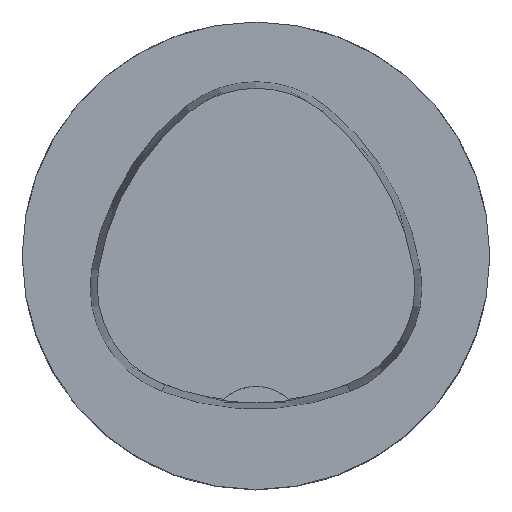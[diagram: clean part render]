
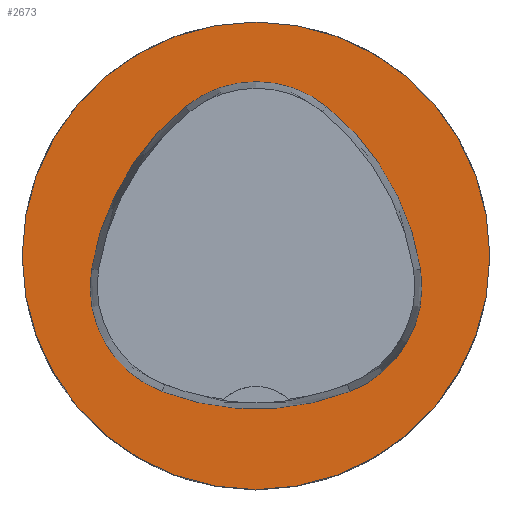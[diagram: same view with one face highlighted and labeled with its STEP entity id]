
A CAD part, top view. The second image highlights one B-rep face of the part: STEP entity #2673.
In plain terms, the highlighted planar face has unit normal (0, 0, 1).
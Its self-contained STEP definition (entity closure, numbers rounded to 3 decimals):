
#436=PLANE('',#16361);
#2673=ADVANCED_FACE('',(#4804,#4805),#436,.T.);
#4804=FACE_BOUND('',#5376,.T.);
#4805=FACE_BOUND('',#5377,.T.);
#5376=EDGE_LOOP('',(#7421,#7422,#7423,#7424,#7425,#7426));
#5377=EDGE_LOOP('',(#7427));
#7421=ORIENTED_EDGE('',*,*,#12975,.T.);
#7422=ORIENTED_EDGE('',*,*,#12955,.T.);
#7423=ORIENTED_EDGE('',*,*,#12959,.T.);
#7424=ORIENTED_EDGE('',*,*,#12962,.T.);
#7425=ORIENTED_EDGE('',*,*,#12965,.T.);
#7426=ORIENTED_EDGE('',*,*,#12973,.T.);
#7427=ORIENTED_EDGE('',*,*,#12417,.F.);
#10913=VERTEX_POINT('',#22682);
#11283=VERTEX_POINT('',#65445);
#11284=VERTEX_POINT('',#65446);
#11287=VERTEX_POINT('',#65454);
#11289=VERTEX_POINT('',#65460);
#11291=VERTEX_POINT('',#65466);
#11298=VERTEX_POINT('',#65487);
#12417=EDGE_CURVE('',#10913,#10913,#14693,.T.);
#12955=EDGE_CURVE('',#11283,#11284,#14815,.T.);
#12959=EDGE_CURVE('',#11284,#11287,#14817,.T.);
#12962=EDGE_CURVE('',#11287,#11289,#14819,.T.);
#12965=EDGE_CURVE('',#11289,#11291,#14821,.T.);
#12973=EDGE_CURVE('',#11291,#11298,#14825,.T.);
#12975=EDGE_CURVE('',#11298,#11283,#14827,.T.);
#14693=CIRCLE('',#16001,25.);
#14815=CIRCLE('',#16339,28.);
#14817=CIRCLE('',#16342,12.);
#14819=CIRCLE('',#16345,28.);
#14821=CIRCLE('',#16348,12.);
#14825=CIRCLE('',#16353,28.);
#14827=CIRCLE('',#16356,12.);
#16001=AXIS2_PLACEMENT_3D('',#22681,#18126,#18127);
#16339=AXIS2_PLACEMENT_3D('',#65444,#18830,#18831);
#16342=AXIS2_PLACEMENT_3D('',#65453,#18838,#18839);
#16345=AXIS2_PLACEMENT_3D('',#65459,#18845,#18846);
#16348=AXIS2_PLACEMENT_3D('',#65465,#18852,#18853);
#16353=AXIS2_PLACEMENT_3D('',#65488,#18864,#18865);
#16356=AXIS2_PLACEMENT_3D('',#65491,#18870,#18871);
#16361=AXIS2_PLACEMENT_3D('',#65496,#18880,#18881);
#18126=DIRECTION('',(0.,0.,-1.));
#18127=DIRECTION('',(-1.,0.,0.));
#18830=DIRECTION('',(0.,0.,-1.));
#18831=DIRECTION('',(-1.,0.,0.));
#18838=DIRECTION('',(0.,0.,-1.));
#18839=DIRECTION('',(-1.,0.,0.));
#18845=DIRECTION('',(0.,0.,-1.));
#18846=DIRECTION('',(-1.,0.,0.));
#18852=DIRECTION('',(0.,0.,-1.));
#18853=DIRECTION('',(-1.,0.,0.));
#18864=DIRECTION('',(0.,0.,-1.));
#18865=DIRECTION('',(-1.,0.,0.));
#18870=DIRECTION('',(0.,0.,-1.));
#18871=DIRECTION('',(-1.,0.,0.));
#18880=DIRECTION('',(0.,0.,1.));
#18881=DIRECTION('',(1.,0.,0.));
#22681=CARTESIAN_POINT('',(0.,0.,0.));
#22682=CARTESIAN_POINT('',(-25.,0.,0.));
#65444=CARTESIAN_POINT('',(10.068,-5.824,0.));
#65445=CARTESIAN_POINT('',(-17.584,-1.424,0.));
#65446=CARTESIAN_POINT('',(-7.531,15.953,0.));
#65453=CARTESIAN_POINT('',(0.011,6.62,0.));
#65454=CARTESIAN_POINT('',(7.567,15.942,0.));
#65459=CARTESIAN_POINT('',(-10.063,-5.81,0.));
#65460=CARTESIAN_POINT('',(17.59,-1.418,0.));
#65465=CARTESIAN_POINT('',(5.739,-3.3,0.));
#65466=CARTESIAN_POINT('',(10.05,-14.499,0.));
#65487=CARTESIAN_POINT('',(-10.025,-14.516,0.));
#65488=CARTESIAN_POINT('',(-0.01,11.631,0.));
#65491=CARTESIAN_POINT('',(-5.733,-3.31,0.));
#65496=CARTESIAN_POINT('',(0.,0.,0.));
